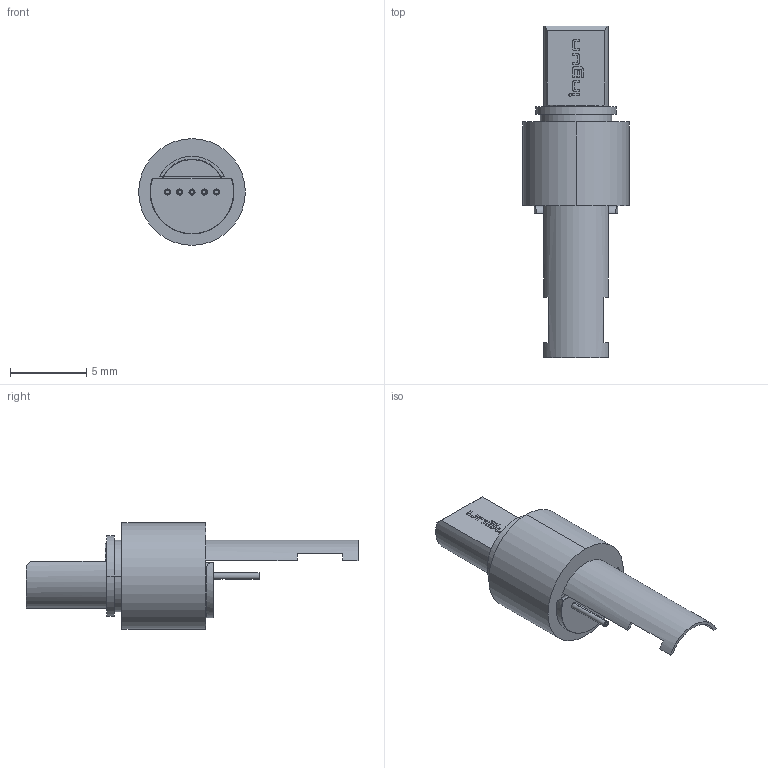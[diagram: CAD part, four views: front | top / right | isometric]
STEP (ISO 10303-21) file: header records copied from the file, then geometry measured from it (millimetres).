
FILE_DESCRIPTION (( 'STEP AP203' ), '1' );
FILE_NAME ('INGUN_SE-821_USB-Mini.STEP', '2022-05-19T05:36:08', ( 'ochi' ), ( '' ), 'SwSTEP 2.0', 'SolidWorks 2018', '' );
FILE_SCHEMA (( 'CONFIG_CONTROL_DESIGN' ));
Length unit declared in the file: millimetre
Products named in the file (1): INGUN_SE-821_USB-Mini
Bounding box: 7 x 21.8 x 7 mm (x, y, z)
Volume: 303.7 mm3; surface area: 545.3 mm2
Topology: 1 solids, 1 shells, 257 faces, 619 edges, 390 vertices
Faces by surface type: cylinder 121, plane 103, cone 33
Entity records: 7901 total; most frequent: CARTESIAN_POINT 1727, DIRECTION 1326, ORIENTED_EDGE 1238, EDGE_CURVE 619, AXIS2_PLACEMENT_3D 501, VERTEX_POINT 390, LINE 324, VECTOR 324
